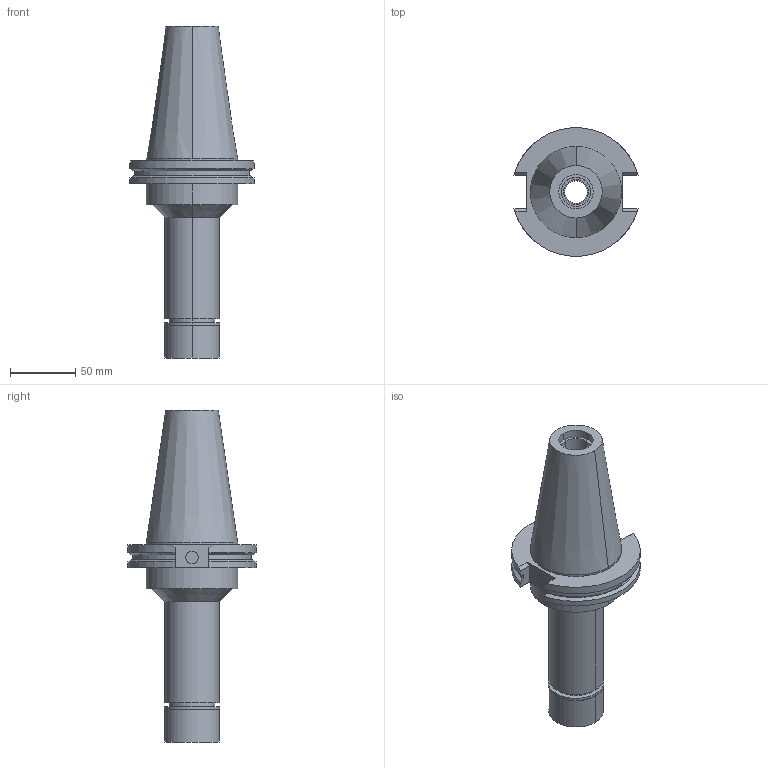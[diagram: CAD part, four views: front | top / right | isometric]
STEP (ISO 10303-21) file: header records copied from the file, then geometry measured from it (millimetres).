
FILE_DESCRIPTION (( 'STEP AP203' ), '1' );
FILE_NAME ('BCV50-MEGA16N-6.stp', '2019-06-25T12:50:00', ( '' ), ( '' ), 'SwSTEP 2.0', 'SolidWorks 2019', '' );
FILE_SCHEMA (( 'CONFIG_CONTROL_DESIGN' ));
Length unit declared in the file: millimetre
Products named in the file (7): BCV50-MEGA16N-6-160-FreeParts; BCV50-MEGA16N-6_1.stp; BCV50-MEGA16N-6; BCV50MN16060-160_ASM.stp; MGN16_1.stp; BCV50-MEGA16N-6-160.stp; DXF_TEMP_ASSY_ASM_4_ASM.stp
Assembly tree (5 placements, depth 5):
  BCV50-MEGA16N-6-160-FreeParts
  BCV50-MEGA16N-6
    BCV50-MEGA16N-6-160.stp
      BCV50MN16060-160_ASM.stp
        DXF_TEMP_ASSY_ASM_4_ASM.stp
          BCV50-MEGA16N-6_1.stp
          MGN16_1.stp
Bounding box: 94.95 x 98.08 x 254 mm (x, y, z)
Volume: 508897.2 mm3; surface area: 76473.4 mm2
Topology: 2 solids, 2 shells, 91 faces, 204 edges, 132 vertices
Faces by surface type: cylinder 44, plane 33, cone 14
Entity records: 3300 total; most frequent: DIRECTION 496, CARTESIAN_POINT 474, ORIENTED_EDGE 408, EDGE_CURVE 204, AXIS2_PLACEMENT_3D 202, VERTEX_POINT 132, EDGE_LOOP 110, CIRCLE 100
